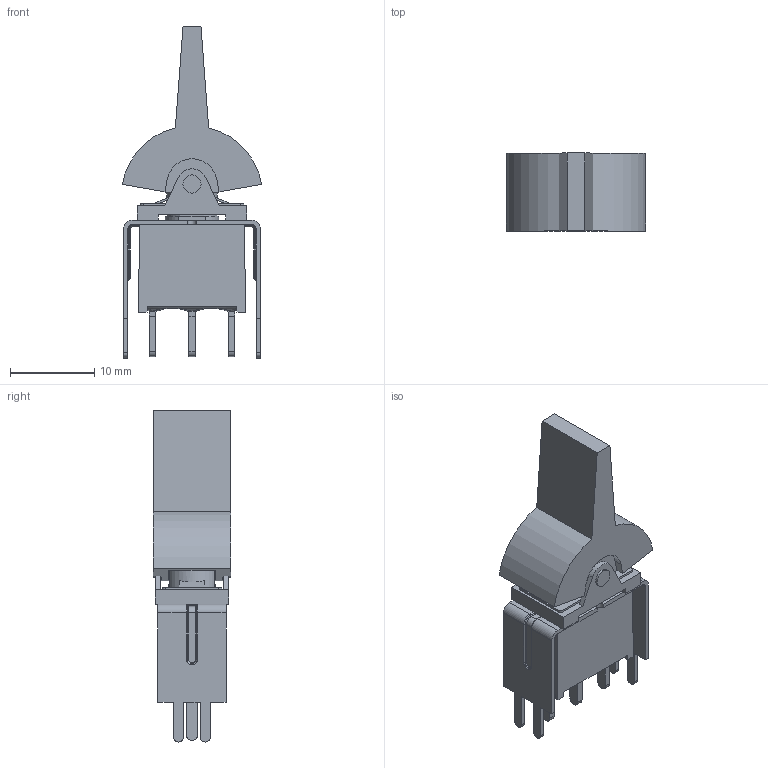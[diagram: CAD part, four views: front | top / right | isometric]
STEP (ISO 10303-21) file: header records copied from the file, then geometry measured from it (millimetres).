
FILE_DESCRIPTION((' '),'2;1');
FILE_NAME('300AWSPxJ1xxxVS2xE.stp','2017-08-02T10:15:15',(' '),(' '),' ','ACIS',' ');
FILE_SCHEMA(('CONFIG_CONTROL_DESIGN'));
Length unit declared in the file: inch
Products named in the file (1): 300AWSPxJ1xxxVS2xE.stp
Bounding box: 16.6 x 9.27 x 39.5 mm (x, y, z)
Volume: 2007.5 mm3; surface area: 2787.1 mm2
Topology: 1 solids, 1 shells, 318 faces, 865 edges, 554 vertices
Faces by surface type: plane 167, cylinder 107, torus 36, bspline 8
Full cylindrical faces by diameter (mm): 2.15 x4
Entity records: 10638 total; most frequent: CARTESIAN_POINT 2366, ORIENTED_EDGE 1722, DIRECTION 1717, EDGE_CURVE 861, AXIS2_PLACEMENT_3D 583, VERTEX_POINT 554, VECTOR 551, LINE 551
